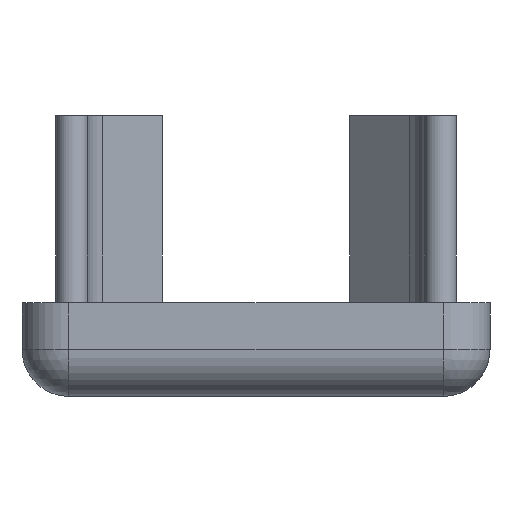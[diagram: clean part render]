
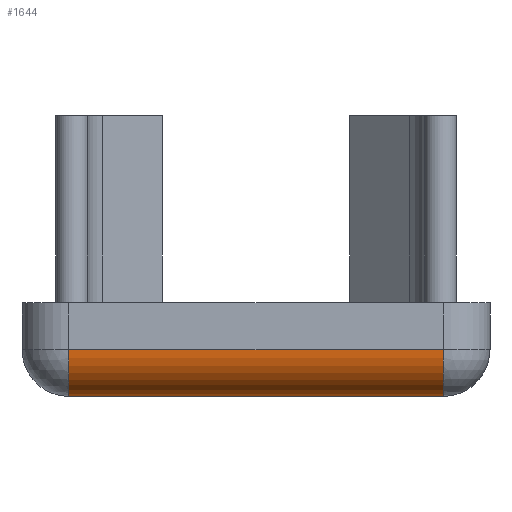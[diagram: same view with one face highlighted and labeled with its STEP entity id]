
A CAD part, front view. The second image highlights one B-rep face of the part: STEP entity #1644.
In plain terms, the highlighted cylindrical face has radius 2 mm (diameter 4 mm), a partial arc.
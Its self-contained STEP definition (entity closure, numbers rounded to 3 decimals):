
#1473=CARTESIAN_POINT('',(-8.,-58.0,0.0));
#1474=VERTEX_POINT('',#1473);
#1572=CARTESIAN_POINT('',(8.,-58.,0.0));
#1573=VERTEX_POINT('',#1572);
#1607=CARTESIAN_POINT('',(4.,-58.0,2.0));
#1608=DIRECTION('',(-1.0,0.0,0.0));
#1609=DIRECTION('',(0.0,-0.707,-0.707));
#1610=AXIS2_PLACEMENT_3D('',#1607,#1608,#1609);
#1611=CYLINDRICAL_SURFACE('',#1610,2.);
#1612=CARTESIAN_POINT('',(8.,-60.0,2.0));
#1613=VERTEX_POINT('',#1612);
#1614=CARTESIAN_POINT('',(8.,-58.0,2.0));
#1615=DIRECTION('',(-1.0,0.0,0.0));
#1616=DIRECTION('',(0.0,0.0,-1.0));
#1617=AXIS2_PLACEMENT_3D('',#1614,#1615,#1616);
#1618=CIRCLE('',#1617,2.0);
#1619=EDGE_CURVE('',#1573,#1613,#1618,.T.);
#1620=ORIENTED_EDGE('',*,*,#1619,.T.);
#1621=CARTESIAN_POINT('',(-8.,-60.0,2.0));
#1622=VERTEX_POINT('',#1621);
#1623=CARTESIAN_POINT('',(8.,-60.0,2.0));
#1624=DIRECTION('',(-1.0,0.0,0.0));
#1625=VECTOR('',#1624,16.);
#1626=LINE('',#1623,#1625);
#1627=EDGE_CURVE('',#1613,#1622,#1626,.T.);
#1628=ORIENTED_EDGE('',*,*,#1627,.T.);
#1629=CARTESIAN_POINT('',(-8.,-58.0,2.0));
#1630=DIRECTION('',(1.0,0.0,0.0));
#1631=DIRECTION('',(0.0,-1.0,0.0));
#1632=AXIS2_PLACEMENT_3D('',#1629,#1630,#1631);
#1633=CIRCLE('',#1632,2.);
#1634=EDGE_CURVE('',#1622,#1474,#1633,.T.);
#1635=ORIENTED_EDGE('',*,*,#1634,.T.);
#1636=CARTESIAN_POINT('',(-8.,-58.0,0.0));
#1637=DIRECTION('',(1.0,0.0,0.0));
#1638=VECTOR('',#1637,16.);
#1639=LINE('',#1636,#1638);
#1640=EDGE_CURVE('',#1474,#1573,#1639,.T.);
#1641=ORIENTED_EDGE('',*,*,#1640,.T.);
#1642=EDGE_LOOP('',(#1620,#1628,#1635,#1641));
#1643=FACE_OUTER_BOUND('',#1642,.T.);
#1644=ADVANCED_FACE('',(#1643),#1611,.T.);
